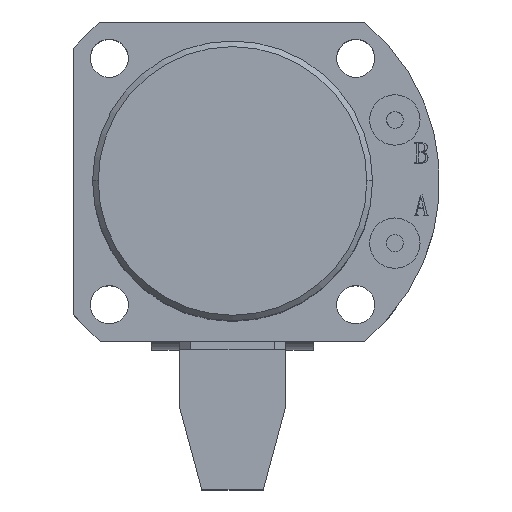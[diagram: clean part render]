
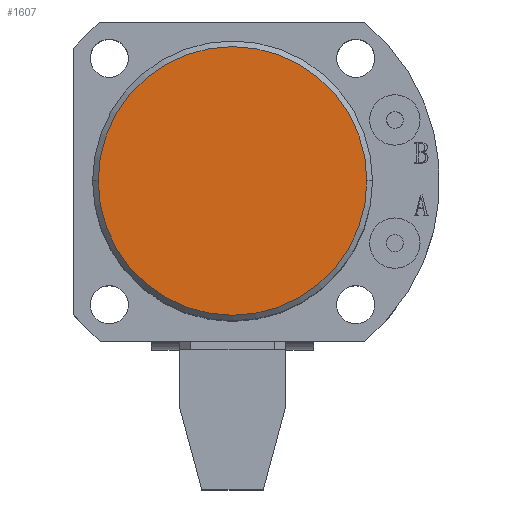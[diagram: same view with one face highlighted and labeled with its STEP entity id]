
A CAD part, top view. The second image highlights one B-rep face of the part: STEP entity #1607.
In plain terms, the highlighted planar face has unit normal (0, 0, 1).
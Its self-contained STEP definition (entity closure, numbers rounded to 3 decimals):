
#1607 = ADVANCED_FACE ( 'NONE', ( #9859 ), #7329, .T. ) ;
#2217 = EDGE_LOOP ( 'NONE', ( #4038, #4037 ) ) ;
#3011 = CARTESIAN_POINT ( 'NONE',  ( 0., 0., 85. ) ) ;
#3012 = DIRECTION ( 'NONE',  ( 0., 0., 1. ) ) ;
#3013 = DIRECTION ( 'NONE',  ( 1., 0., 0. ) ) ;
#3306 = CARTESIAN_POINT ( 'NONE',  ( 0., 0., 85. ) ) ;
#3307 = DIRECTION ( 'NONE',  ( 0., 0., 1. ) ) ;
#3308 = DIRECTION ( 'NONE',  ( 1., 0., 0. ) ) ;
#4037 = ORIENTED_EDGE ( 'NONE', *, *, #9691, .T. ) ;
#4038 = ORIENTED_EDGE ( 'NONE', *, *, #9614, .T. ) ;
#4429 = VERTEX_POINT ( 'NONE', #6565 ) ;
#4430 = VERTEX_POINT ( 'NONE', #6566 ) ;
#4636 = AXIS2_PLACEMENT_3D ( 'NONE', #3011, #3012, #3013 ) ;
#4662 = AXIS2_PLACEMENT_3D ( 'NONE', #3306, #3307, #3308 ) ;
#6146 = CIRCLE ( 'NONE', #4636, 24. ) ;
#6565 = CARTESIAN_POINT ( 'NONE',  ( -24., 0., 85. ) ) ;
#6566 = CARTESIAN_POINT ( 'NONE',  ( 24., 0., 85. ) ) ;
#7162 = CARTESIAN_POINT ( 'NONE',  ( 0., 0., 85. ) ) ;
#7202 = DIRECTION ( 'NONE',  ( 0., 0., 1. ) ) ;
#7257 = DIRECTION ( 'NONE',  ( 1., 0., 0. ) ) ;
#7329 = PLANE ( 'NONE',  #7568 ) ;
#7568 = AXIS2_PLACEMENT_3D ( 'NONE', #7162, #7202, #7257 ) ;
#7926 = CIRCLE ( 'NONE', #4662, 24. ) ;
#9614 = EDGE_CURVE ( 'NONE', #4429, #4430, #6146, .T. ) ;
#9691 = EDGE_CURVE ( 'NONE', #4430, #4429, #7926, .T. ) ;
#9859 = FACE_OUTER_BOUND ( 'NONE', #2217, .T. ) ;
